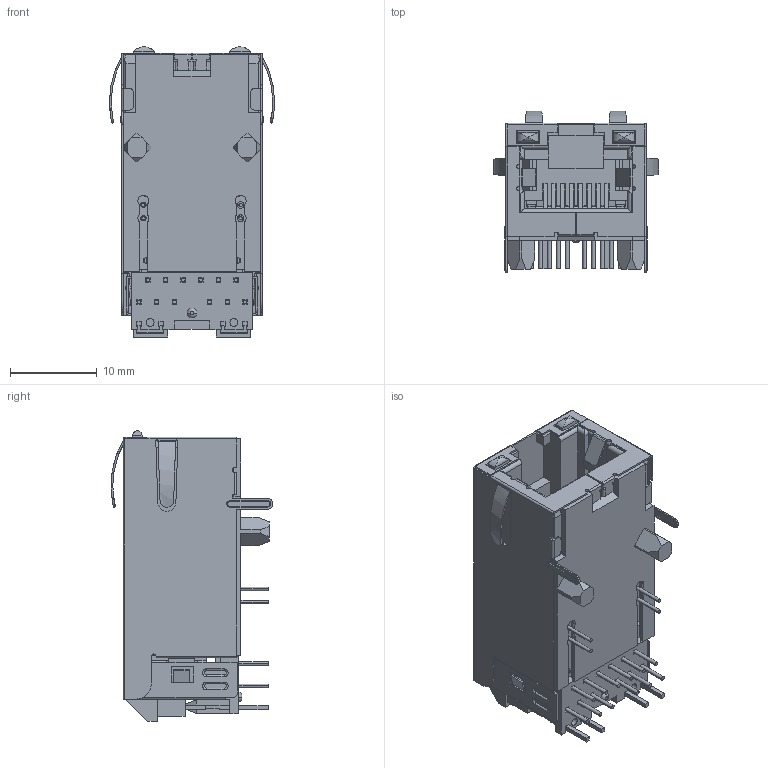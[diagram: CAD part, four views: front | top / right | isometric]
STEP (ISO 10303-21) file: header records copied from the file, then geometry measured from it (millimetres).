
FILE_DESCRIPTION((''),'2;1');
FILE_NAME('08261X1TAC-F','2008-06-06T',('lhluo'),(''),'PRO/ENGINEER BY PARAMETRIC TECHNOLOGY CORPORATION, 2001200','PRO/ENGINEER BY PARAMETRIC TECHNOLOGY CORPORATION, 2001200','');
FILE_SCHEMA(('CONFIG_CONTROL_DESIGN'));
Products named in the file (1): 08261X1TAC-F
Bounding box: 19 x 18.64 x 33.4 mm (x, y, z)
Volume: 3066.8 mm3; surface area: 10166.3 mm2
Topology: 18 solids, 18 shells, 2401 faces, 6092 edges, 3800 vertices
Faces by surface type: plane 1692, cylinder 593, torus 60, bspline 34, sphere 16, cone 6
Entity records: 73392 total; most frequent: CARTESIAN_POINT 14865, ORIENTED_EDGE 12184, DIRECTION 11981, EDGE_CURVE 6092, VECTOR 4655, LINE 4655, VERTEX_POINT 3800, AXIS2_PLACEMENT_3D 3663
